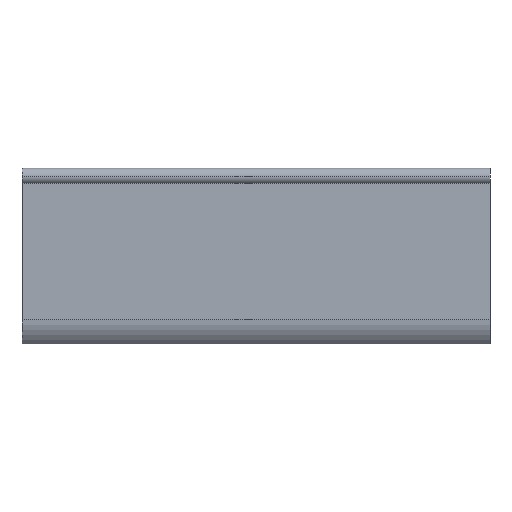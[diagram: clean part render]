
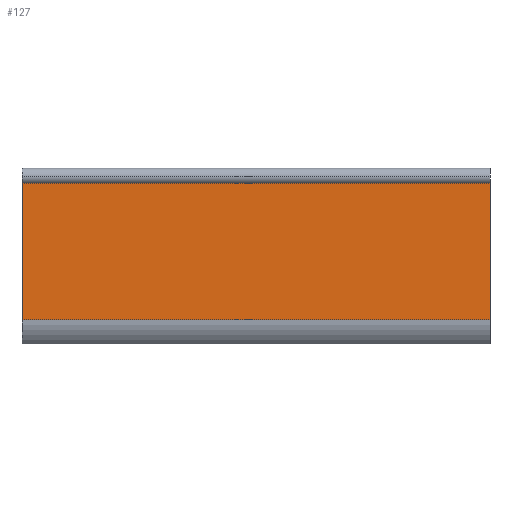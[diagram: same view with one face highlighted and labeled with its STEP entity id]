
A CAD part, top view. The second image highlights one B-rep face of the part: STEP entity #127.
In plain terms, the highlighted planar face has unit normal (0, 0, 1).
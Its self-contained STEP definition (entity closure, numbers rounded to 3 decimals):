
#30 = EDGE_LOOP ( 'NONE', ( #80, #125, #272, #205 ) ) ;
#36 = VECTOR ( 'NONE', #204, 1000. ) ;
#42 = VECTOR ( 'NONE', #292, 1000. ) ;
#49 = CARTESIAN_POINT ( 'NONE',  ( 0., 7.141, 0. ) ) ;
#51 = DIRECTION ( 'NONE',  ( 0., 1., 0. ) ) ;
#52 = VERTEX_POINT ( 'NONE', #49 ) ;
#55 = CARTESIAN_POINT ( 'NONE',  ( 0., 48., 0. ) ) ;
#66 = DIRECTION ( 'NONE',  ( 0., 0., 1. ) ) ;
#69 = DIRECTION ( 'NONE',  ( 0., 1., 0. ) ) ;
#80 = ORIENTED_EDGE ( 'NONE', *, *, #120, .F. ) ;
#93 = CARTESIAN_POINT ( 'NONE',  ( 0., 0., 0. ) ) ;
#100 = LINE ( 'NONE', #276, #36 ) ;
#103 = EDGE_CURVE ( 'NONE', #249, #233, #121, .T. ) ;
#117 = VECTOR ( 'NONE', #51, 1000. ) ;
#120 = EDGE_CURVE ( 'NONE', #52, #233, #227, .T. ) ;
#121 = LINE ( 'NONE', #168, #42 ) ;
#123 = FACE_OUTER_BOUND ( 'NONE', #30, .T. ) ;
#125 = ORIENTED_EDGE ( 'NONE', *, *, #186, .T. ) ;
#127 = ADVANCED_FACE ( 'NONE', ( #123 ), #243, .T. ) ;
#151 = CARTESIAN_POINT ( 'NONE',  ( 140., 48., 0. ) ) ;
#157 = CARTESIAN_POINT ( 'NONE',  ( 140., 0., 0. ) ) ;
#168 = CARTESIAN_POINT ( 'NONE',  ( 140., 48., 0. ) ) ;
#186 = EDGE_CURVE ( 'NONE', #52, #279, #100, .T. ) ;
#204 = DIRECTION ( 'NONE',  ( 1., 0., 0. ) ) ;
#205 = ORIENTED_EDGE ( 'NONE', *, *, #103, .T. ) ;
#216 = VECTOR ( 'NONE', #69, 1000. ) ;
#225 = AXIS2_PLACEMENT_3D ( 'NONE', #289, #66, #271 ) ;
#227 = LINE ( 'NONE', #93, #216 ) ;
#231 = CARTESIAN_POINT ( 'NONE',  ( 140., 7.141, 0. ) ) ;
#233 = VERTEX_POINT ( 'NONE', #55 ) ;
#240 = EDGE_CURVE ( 'NONE', #279, #249, #255, .T. ) ;
#243 = PLANE ( 'NONE',  #225 ) ;
#249 = VERTEX_POINT ( 'NONE', #151 ) ;
#255 = LINE ( 'NONE', #157, #117 ) ;
#271 = DIRECTION ( 'NONE',  ( 1., 0., 0. ) ) ;
#272 = ORIENTED_EDGE ( 'NONE', *, *, #240, .T. ) ;
#276 = CARTESIAN_POINT ( 'NONE',  ( 140., 7.141, 0. ) ) ;
#279 = VERTEX_POINT ( 'NONE', #231 ) ;
#289 = CARTESIAN_POINT ( 'NONE',  ( 140., 0., 0. ) ) ;
#292 = DIRECTION ( 'NONE',  ( -1., 0., 0. ) ) ;
